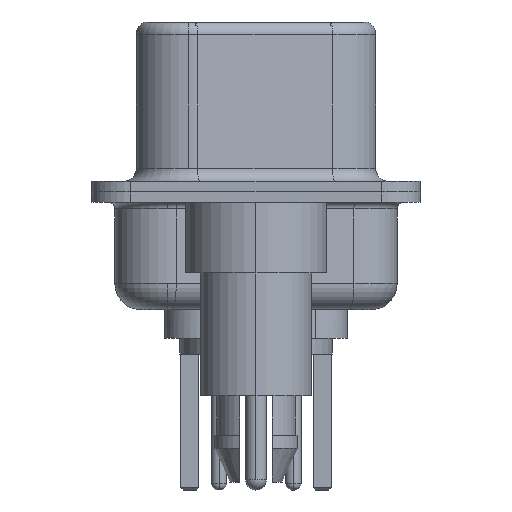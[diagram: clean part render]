
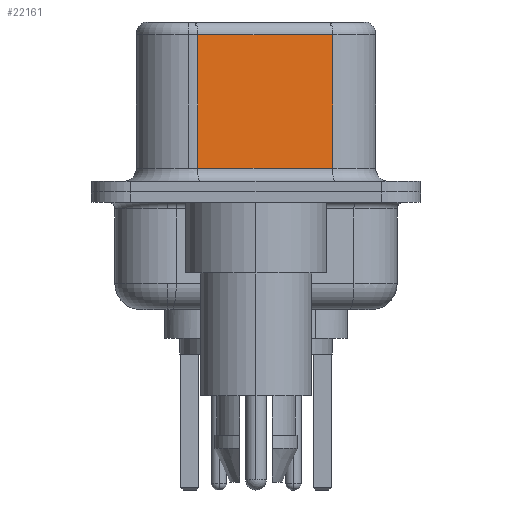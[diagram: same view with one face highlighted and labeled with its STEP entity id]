
A CAD part, left-side view. The second image highlights one B-rep face of the part: STEP entity #22161.
In plain terms, the highlighted planar face has unit normal (-0.985, -0.174, 0).
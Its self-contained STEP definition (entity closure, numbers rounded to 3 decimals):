
#1749 = EDGE_LOOP ( 'NONE', ( #22224, #10273, #14606, #20839 ) ) ;
#2283 = CARTESIAN_POINT ( 'NONE',  ( 4.58, -2.927, 6.02 ) ) ;
#3150 = VECTOR ( 'NONE', #23276, 1000. ) ;
#3683 = DIRECTION ( 'NONE',  ( -0.174, 0.985, 0. ) ) ;
#6108 = DIRECTION ( 'NONE',  ( 0., 0., -1. ) ) ;
#6842 = CARTESIAN_POINT ( 'NONE',  ( 3.67, 2.233, 0.9 ) ) ;
#7445 = EDGE_CURVE ( 'NONE', #19072, #20135, #24925, .T. ) ;
#9296 = DIRECTION ( 'NONE',  ( 0.985, 0.174, 0. ) ) ;
#9456 = EDGE_CURVE ( 'NONE', #19072, #9547, #13973, .T. ) ;
#9547 = VERTEX_POINT ( 'NONE', #14755 ) ;
#10273 = ORIENTED_EDGE ( 'NONE', *, *, #7445, .T. ) ;
#10852 = CARTESIAN_POINT ( 'NONE',  ( 4.58, -2.927, 6.02 ) ) ;
#10948 = AXIS2_PLACEMENT_3D ( 'NONE', #11174, #9296, #23506 ) ;
#11038 = CARTESIAN_POINT ( 'NONE',  ( 4.58, -2.927, 0.9 ) ) ;
#11174 = CARTESIAN_POINT ( 'NONE',  ( 4.58, -2.927, 6.52 ) ) ;
#12506 = DIRECTION ( 'NONE',  ( 0., 0., -1. ) ) ;
#13526 = EDGE_CURVE ( 'NONE', #20810, #9547, #18904, .T. ) ;
#13973 = LINE ( 'NONE', #22575, #18716 ) ;
#14606 = ORIENTED_EDGE ( 'NONE', *, *, #22429, .T. ) ;
#14755 = CARTESIAN_POINT ( 'NONE',  ( 4.58, -2.927, 0.9 ) ) ;
#14831 = LINE ( 'NONE', #18270, #19582 ) ;
#17332 = PLANE ( 'NONE',  #10948 ) ;
#18270 = CARTESIAN_POINT ( 'NONE',  ( 3.67, 2.233, 6.52 ) ) ;
#18630 = CARTESIAN_POINT ( 'NONE',  ( 3.67, 2.233, 6.02 ) ) ;
#18716 = VECTOR ( 'NONE', #12506, 1000. ) ;
#18904 = LINE ( 'NONE', #11038, #3150 ) ;
#19072 = VERTEX_POINT ( 'NONE', #10852 ) ;
#19478 = VECTOR ( 'NONE', #3683, 1000. ) ;
#19582 = VECTOR ( 'NONE', #6108, 1000. ) ;
#20135 = VERTEX_POINT ( 'NONE', #18630 ) ;
#20810 = VERTEX_POINT ( 'NONE', #6842 ) ;
#20839 = ORIENTED_EDGE ( 'NONE', *, *, #13526, .T. ) ;
#22161 = ADVANCED_FACE ( 'NONE', ( #25378 ), #17332, .F. ) ;
#22224 = ORIENTED_EDGE ( 'NONE', *, *, #9456, .F. ) ;
#22429 = EDGE_CURVE ( 'NONE', #20135, #20810, #14831, .T. ) ;
#22575 = CARTESIAN_POINT ( 'NONE',  ( 4.58, -2.927, 6.52 ) ) ;
#23276 = DIRECTION ( 'NONE',  ( 0.174, -0.985, 0. ) ) ;
#23506 = DIRECTION ( 'NONE',  ( -0.174, 0.985, 0. ) ) ;
#24925 = LINE ( 'NONE', #2283, #19478 ) ;
#25378 = FACE_OUTER_BOUND ( 'NONE', #1749, .T. ) ;
